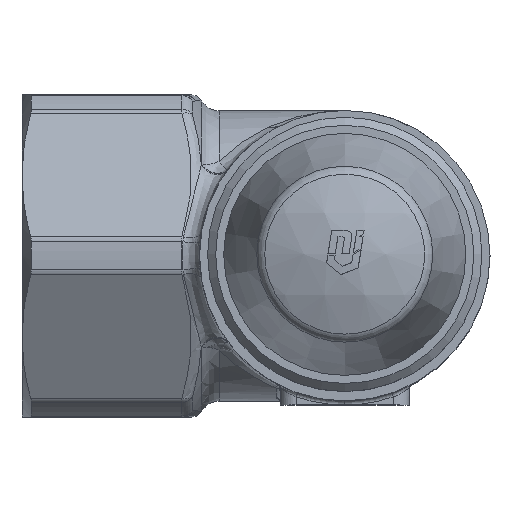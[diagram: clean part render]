
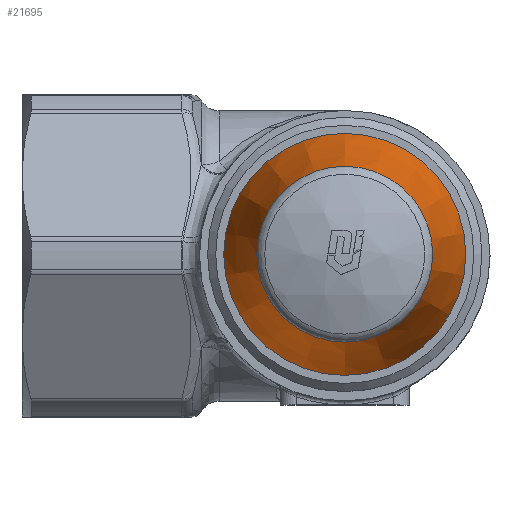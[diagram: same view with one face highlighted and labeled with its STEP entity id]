
A CAD part, top view. The second image highlights one B-rep face of the part: STEP entity #21695.
In plain terms, the highlighted conical face has half-angle 15 degrees and reference radius 10.902 mm.
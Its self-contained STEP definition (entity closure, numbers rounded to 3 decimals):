
#21628=CARTESIAN_POINT('',(0.,-10.902,127.167));
#21629=VERTEX_POINT('',#21628);
#21642=CARTESIAN_POINT('',(-0.,10.902,127.167));
#21643=VERTEX_POINT('',#21642);
#21644=CARTESIAN_POINT('',(0.,0.,127.167));
#21645=DIRECTION('',(0.,-0.,-1.));
#21646=DIRECTION('',(0.,-1.,0.));
#21647=AXIS2_PLACEMENT_3D('',#21644,#21645,#21646);
#21648=CIRCLE('',#21647,10.902);
#21649=EDGE_CURVE('NONE',#21643,#21629,#21648,.T.);
#21651=CARTESIAN_POINT('',(0.,0.,127.167));
#21652=DIRECTION('',(0.,-0.,-1.));
#21653=DIRECTION('',(0.,-1.,0.));
#21654=AXIS2_PLACEMENT_3D('',#21651,#21652,#21653);
#21655=CIRCLE('',#21654,10.902);
#21656=EDGE_CURVE('NONE',#21629,#21643,#21655,.T.);
#21661=CARTESIAN_POINT('',(0.,0.,127.167));
#21662=DIRECTION('',(0.,-0.,-1.));
#21663=DIRECTION('',(0.,-1.,0.));
#21664=AXIS2_PLACEMENT_3D('',#21661,#21662,#21663);
#21665=CONICAL_SURFACE('',#21664,10.902,15.);
#21666=CARTESIAN_POINT('',(0.,-15.1,111.5));
#21667=VERTEX_POINT('',#21666);
#21668=CARTESIAN_POINT('',(0.,-15.1,111.5));
#21669=DIRECTION('',(-0.,0.259,0.966));
#21670=VECTOR('',#21669,16.219);
#21671=LINE('',#21668,#21670);
#21672=EDGE_CURVE('',#21667,#21629,#21671,.T.);
#21673=ORIENTED_EDGE('',*,*,#21672,.T.);
#21674=ORIENTED_EDGE('',*,*,#21656,.T.);
#21675=ORIENTED_EDGE('',*,*,#21649,.T.);
#21676=ORIENTED_EDGE('',*,*,#21672,.F.);
#21677=CARTESIAN_POINT('',(0.,15.1,111.5));
#21678=VERTEX_POINT('',#21677);
#21679=CARTESIAN_POINT('',(0.,0.,111.5));
#21680=DIRECTION('',(0.,-0.,-1.));
#21681=DIRECTION('',(0.,-1.,0.));
#21682=AXIS2_PLACEMENT_3D('',#21679,#21680,#21681);
#21683=CIRCLE('',#21682,15.1);
#21684=EDGE_CURVE('NONE',#21678,#21667,#21683,.T.);
#21685=ORIENTED_EDGE('',*,*,#21684,.F.);
#21686=CARTESIAN_POINT('',(0.,0.,111.5));
#21687=DIRECTION('',(0.,-0.,-1.));
#21688=DIRECTION('',(0.,-1.,0.));
#21689=AXIS2_PLACEMENT_3D('',#21686,#21687,#21688);
#21690=CIRCLE('',#21689,15.1);
#21691=EDGE_CURVE('NONE',#21667,#21678,#21690,.T.);
#21692=ORIENTED_EDGE('',*,*,#21691,.F.);
#21693=EDGE_LOOP('',(#21673,#21674,#21675,#21676,#21685,#21692));
#21694=FACE_BOUND('',#21693,.T.);
#21695=ADVANCED_FACE('NONE',(#21694),#21665,.T.);
